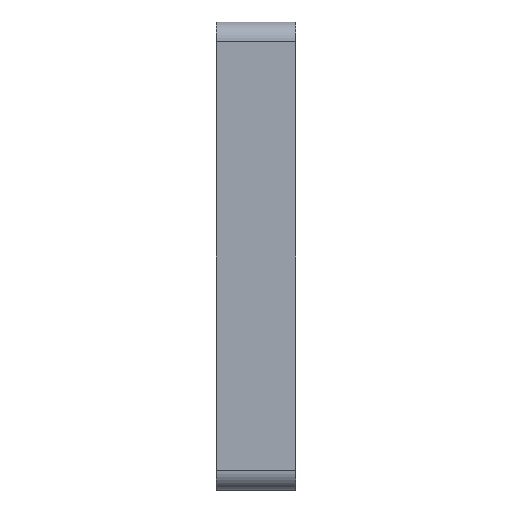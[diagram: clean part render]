
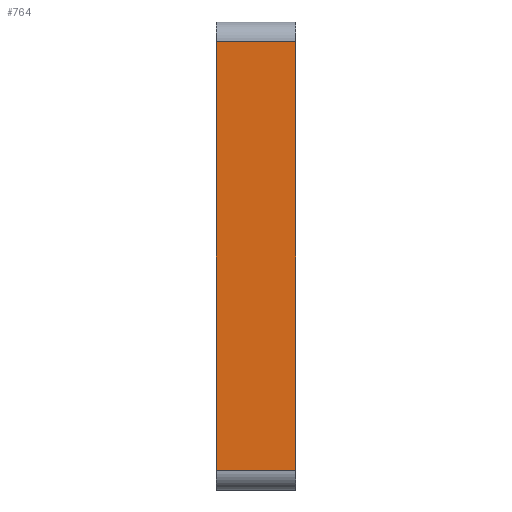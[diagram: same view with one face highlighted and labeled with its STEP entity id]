
A CAD part, left-side view. The second image highlights one B-rep face of the part: STEP entity #764.
In plain terms, the highlighted planar face has unit normal (-1, 0, 0).
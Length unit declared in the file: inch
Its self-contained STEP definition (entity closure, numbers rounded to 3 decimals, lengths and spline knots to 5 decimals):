
#80 = CARTESIAN_POINT ( 'NONE',  ( -6.265, 1., -2.6875 ) ) ;
#132 = VECTOR ( 'NONE', #1197, 39.37008 ) ;
#153 = DIRECTION ( 'NONE',  ( 0., 0., -1. ) ) ;
#177 = VECTOR ( 'NONE', #681, 39.37008 ) ;
#203 = VERTEX_POINT ( 'NONE', #1244 ) ;
#260 = VERTEX_POINT ( 'NONE', #558 ) ;
#265 = CARTESIAN_POINT ( 'NONE',  ( -6.265, 1., -2.6875 ) ) ;
#271 = DIRECTION ( 'NONE',  ( 0., 0., 1. ) ) ;
#358 = LINE ( 'NONE', #805, #673 ) ;
#401 = ORIENTED_EDGE ( 'NONE', *, *, #1682, .T. ) ;
#443 = AXIS2_PLACEMENT_3D ( 'NONE', #678, #948, #153 ) ;
#522 = LINE ( 'NONE', #265, #132 ) ;
#558 = CARTESIAN_POINT ( 'NONE',  ( -6.265, 1., 2.6875 ) ) ;
#660 = ORIENTED_EDGE ( 'NONE', *, *, #1071, .T. ) ;
#673 = VECTOR ( 'NONE', #271, 39.37008 ) ;
#678 = CARTESIAN_POINT ( 'NONE',  ( -6.265, 1., 2.9375 ) ) ;
#681 = DIRECTION ( 'NONE',  ( 0., 1., 0. ) ) ;
#689 = EDGE_CURVE ( 'NONE', #1323, #260, #358, .T. ) ;
#764 = ADVANCED_FACE ( 'NONE', ( #1297 ), #1342, .F. ) ;
#805 = CARTESIAN_POINT ( 'NONE',  ( -6.265, 1., 2.9375 ) ) ;
#878 = LINE ( 'NONE', #1215, #177 ) ;
#881 = LINE ( 'NONE', #1413, #1549 ) ;
#901 = DIRECTION ( 'NONE',  ( 0., 0., 1. ) ) ;
#948 = DIRECTION ( 'NONE',  ( 1., 0., 0. ) ) ;
#1071 = EDGE_CURVE ( 'NONE', #203, #1120, #881, .T. ) ;
#1120 = VERTEX_POINT ( 'NONE', #1157 ) ;
#1157 = CARTESIAN_POINT ( 'NONE',  ( -6.265, 0., 2.6875 ) ) ;
#1197 = DIRECTION ( 'NONE',  ( 0., -1., 0. ) ) ;
#1215 = CARTESIAN_POINT ( 'NONE',  ( -6.265, 1., 2.6875 ) ) ;
#1244 = CARTESIAN_POINT ( 'NONE',  ( -6.265, 0., -2.6875 ) ) ;
#1281 = ORIENTED_EDGE ( 'NONE', *, *, #1583, .T. ) ;
#1297 = FACE_OUTER_BOUND ( 'NONE', #1443, .T. ) ;
#1323 = VERTEX_POINT ( 'NONE', #80 ) ;
#1342 = PLANE ( 'NONE',  #443 ) ;
#1413 = CARTESIAN_POINT ( 'NONE',  ( -6.265, 0., 2.9375 ) ) ;
#1426 = ORIENTED_EDGE ( 'NONE', *, *, #689, .F. ) ;
#1443 = EDGE_LOOP ( 'NONE', ( #1426, #1281, #660, #401 ) ) ;
#1549 = VECTOR ( 'NONE', #901, 39.37008 ) ;
#1583 = EDGE_CURVE ( 'NONE', #1323, #203, #522, .T. ) ;
#1682 = EDGE_CURVE ( 'NONE', #1120, #260, #878, .T. ) ;
